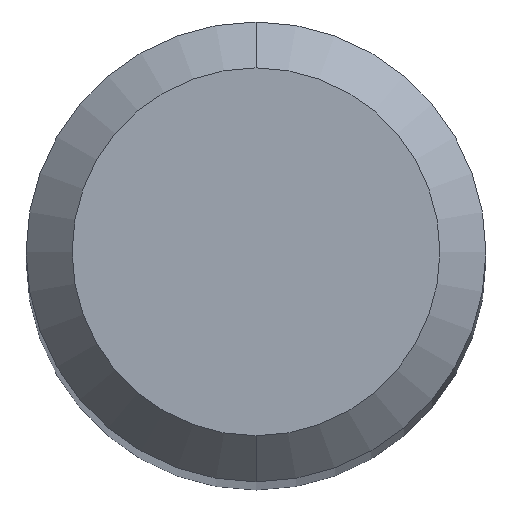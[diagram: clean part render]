
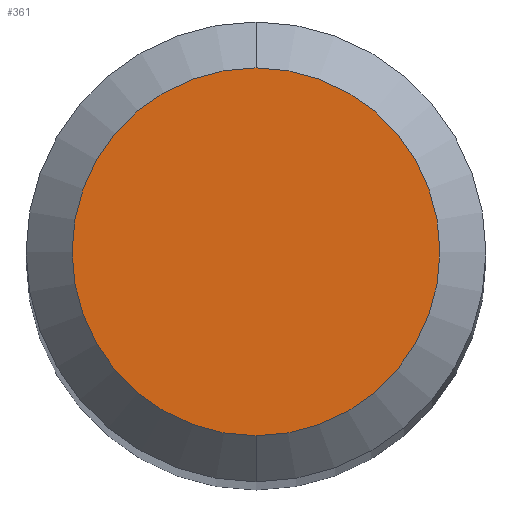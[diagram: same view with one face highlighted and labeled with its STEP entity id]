
A CAD part, top view. The second image highlights one B-rep face of the part: STEP entity #361.
In plain terms, the highlighted planar face has unit normal (0, 0, 1).
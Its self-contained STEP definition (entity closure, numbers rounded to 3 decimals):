
#207=VERTEX_POINT('',#503);
#253=VERTEX_POINT('',#557);
#255=EDGE_CURVE('',#253,#207,#559,.T.);
#361=ADVANCED_FACE('',(#673),#674,.T.);
#395=EDGE_CURVE('',#207,#253,#711,.T.);
#503=CARTESIAN_POINT('',(0.,-1.2,0.0));
#557=CARTESIAN_POINT('',(0.0,1.2,0.0));
#559=CIRCLE('',#940,1.2);
#673=FACE_OUTER_BOUND('',#1169,.T.);
#674=PLANE('',#1170);
#711=CIRCLE('',#1240,1.2);
#940=AXIS2_PLACEMENT_3D('',#1532,#1533,#1534);
#1169=EDGE_LOOP('',(#1626,#1627));
#1170=AXIS2_PLACEMENT_3D('',#1628,#1629,#1630);
#1240=AXIS2_PLACEMENT_3D('',#1668,#1669,#1670);
#1532=CARTESIAN_POINT('',(0.0,0.0,0.0));
#1533=DIRECTION('',(0.0,0.0,-1.0));
#1534=DIRECTION('',(0.0,1.0,0.0));
#1626=ORIENTED_EDGE('',*,*,#255,.F.);
#1627=ORIENTED_EDGE('',*,*,#395,.F.);
#1628=CARTESIAN_POINT('',(0.0,0.6,0.0));
#1629=DIRECTION('',(-0.0,0.0,1.0));
#1630=DIRECTION('',(0.0,-1.0,0.0));
#1668=CARTESIAN_POINT('',(0.0,0.0,0.0));
#1669=DIRECTION('',(0.0,0.0,-1.0));
#1670=DIRECTION('',(0.0,1.0,0.0));
